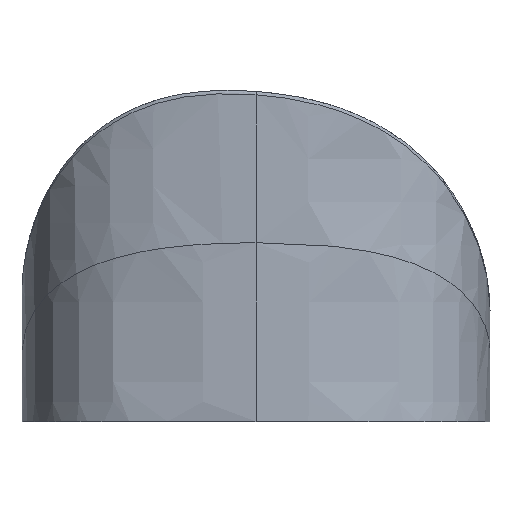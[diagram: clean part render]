
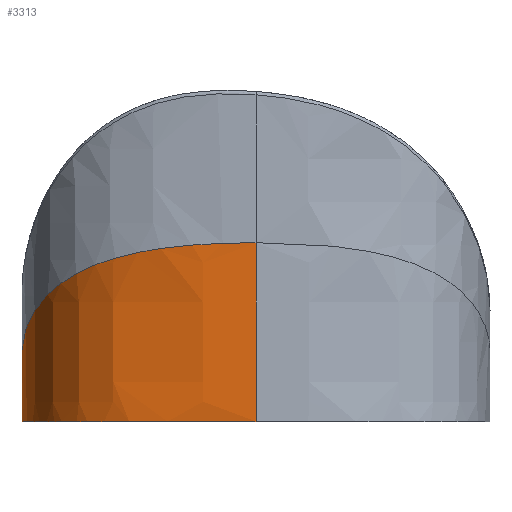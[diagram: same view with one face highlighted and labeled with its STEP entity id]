
A CAD part, left-side view. The second image highlights one B-rep face of the part: STEP entity #3313.
In plain terms, the highlighted face is a extrusion surface.
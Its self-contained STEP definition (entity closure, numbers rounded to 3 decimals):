
#6=DIRECTION('',(0.,0.,-1.));
#7=VECTOR('',#6,12.566);
#8=CARTESIAN_POINT('',(-45.,42.,57.566));
#9=LINE('',#8,#7);
#905=CARTESIAN_POINT('',(-45.,42.,57.566));
#906=CARTESIAN_POINT('',(-46.603,42.,58.125));
#907=CARTESIAN_POINT('',(-49.695,41.921,59.255));
#908=CARTESIAN_POINT('',(-53.913,41.56,60.975));
#909=CARTESIAN_POINT('',(-57.863,40.949,62.732));
#910=CARTESIAN_POINT('',(-61.598,40.031,64.533));
#911=CARTESIAN_POINT('',(-65.191,38.732,66.4));
#912=CARTESIAN_POINT('',(-68.583,36.978,68.288));
#913=CARTESIAN_POINT('',(-71.666,34.708,70.117));
#914=CARTESIAN_POINT('',(-74.351,31.919,71.803));
#915=CARTESIAN_POINT('',(-76.573,28.671,73.263));
#916=CARTESIAN_POINT('',(-78.332,25.051,74.464));
#917=CARTESIAN_POINT('',(-79.664,21.166,75.4));
#918=CARTESIAN_POINT('',(-80.618,17.162,76.086));
#919=CARTESIAN_POINT('',(-81.271,13.137,76.562));
#920=CARTESIAN_POINT('',(-81.7,9.002,76.877));
#921=CARTESIAN_POINT('',(-81.947,4.692,77.059));
#922=CARTESIAN_POINT('',(-82.,1.594,77.1));
#923=CARTESIAN_POINT('',(-82.,0.,77.099));
#1008=DIRECTION('',(0.,0.,-1.));
#1009=VECTOR('',#1008,32.099);
#1010=CARTESIAN_POINT('',(-82.,0.,77.099));
#1011=LINE('',#1010,#1009);
#1012=CARTESIAN_POINT('',(-82.,0.,45.));
#1013=CARTESIAN_POINT('',(-82.,3.292,45.));
#1014=CARTESIAN_POINT('',(-81.773,9.648,45.));
#1015=CARTESIAN_POINT('',(-80.552,18.302,45.));
#1016=CARTESIAN_POINT('',(-78.221,25.846,45.));
#1017=CARTESIAN_POINT('',(-74.554,32.054,45.));
#1018=CARTESIAN_POINT('',(-69.387,36.762,45.));
#1019=CARTESIAN_POINT('',(-60.448,40.99,45.));
#1020=CARTESIAN_POINT('',(-51.583,42.,45.));
#1021=CARTESIAN_POINT('',(-45.,42.,45.));
#1063=VERTEX_POINT('',#905);
#1064=VERTEX_POINT('',#923);
#1069=CARTESIAN_POINT('',(-45.,42.,45.));
#1070=VERTEX_POINT('',#1069);
#1071=VERTEX_POINT('',#1012);
#3291=CARTESIAN_POINT('',(-44.346,41.998,137.5));
#3292=CARTESIAN_POINT('',(-44.564,41.999,137.5));
#3293=CARTESIAN_POINT('',(-51.388,42.022,137.5));
#3294=CARTESIAN_POINT('',(-60.448,40.99,137.5));
#3295=CARTESIAN_POINT('',(-69.387,36.762,137.5));
#3296=CARTESIAN_POINT('',(-74.554,32.054,137.5));
#3297=CARTESIAN_POINT('',(-78.221,25.846,137.5));
#3298=CARTESIAN_POINT('',(-80.552,18.302,137.5));
#3299=CARTESIAN_POINT('',(-81.773,9.648,137.5));
#3300=CARTESIAN_POINT('',(-82.008,3.081,137.5));
#3301=CARTESIAN_POINT('',(-81.999,-0.438,137.5));
#3302=CARTESIAN_POINT('',(-81.999,-0.657,137.5));
#3304=DIRECTION('',(0.,0.,-1.));
#3305=VECTOR('',#3304,1.);
#3306=SURFACE_OF_LINEAR_EXTRUSION('',#3303,#3305);
#3307=ORIENTED_EDGE('',*,*,#2995,.T.);
#3308=ORIENTED_EDGE('',*,*,#3286,.T.);
#3309=ORIENTED_EDGE('',*,*,#1465,.T.);
#3310=ORIENTED_EDGE('',*,*,#1159,.F.);
#3311=EDGE_LOOP('',(#3307,#3308,#3309,#3310));
#3312=FACE_OUTER_BOUND('',#3311,.F.);
#3313=ADVANCED_FACE('',(#3312),#3306,.F.);
#924=B_SPLINE_CURVE_WITH_KNOTS('',3,(#905,#906,#907,#908,#909,#910,#911,#912,
#913,#914,#915,#916,#917,#918,#919,#920,#921,#922,#923),.UNSPECIFIED.,.F.,.F.,
(4,1,1,1,1,1,1,1,1,1,1,1,1,1,1,1,4),(0.,0.063,0.125,0.188,0.25,
0.313,0.375,0.438,0.5,0.563,0.625,0.688,0.75,0.813,
0.875,0.938,1.),.UNSPECIFIED.);
#1022=B_SPLINE_CURVE_WITH_KNOTS('',3,(#1012,#1013,#1014,#1015,#1016,#1017,#1018,
#1019,#1020,#1021),.UNSPECIFIED.,.F.,.F.,(4,1,1,1,1,1,1,4),(0.,0.125,0.25,
0.375,0.5,0.625,0.75,1.),.UNSPECIFIED.);
#1159=EDGE_CURVE('',#1063,#1070,#9,.T.);
#1465=EDGE_CURVE('',#1071,#1070,#1022,.T.);
#2995=EDGE_CURVE('',#1063,#1064,#924,.T.);
#3286=EDGE_CURVE('',#1064,#1071,#1011,.T.);
#3303=B_SPLINE_CURVE_WITH_KNOTS('',3,(#3291,#3292,#3293,#3294,#3295,#3296,#3297,
#3298,#3299,#3300,#3301,#3302),.UNSPECIFIED.,.F.,.F.,(4,1,1,1,1,1,1,1,1,4),
(0.,0.008,0.254,0.377,0.5,
0.623,0.746,0.869,0.992,1.),
.UNSPECIFIED.);
